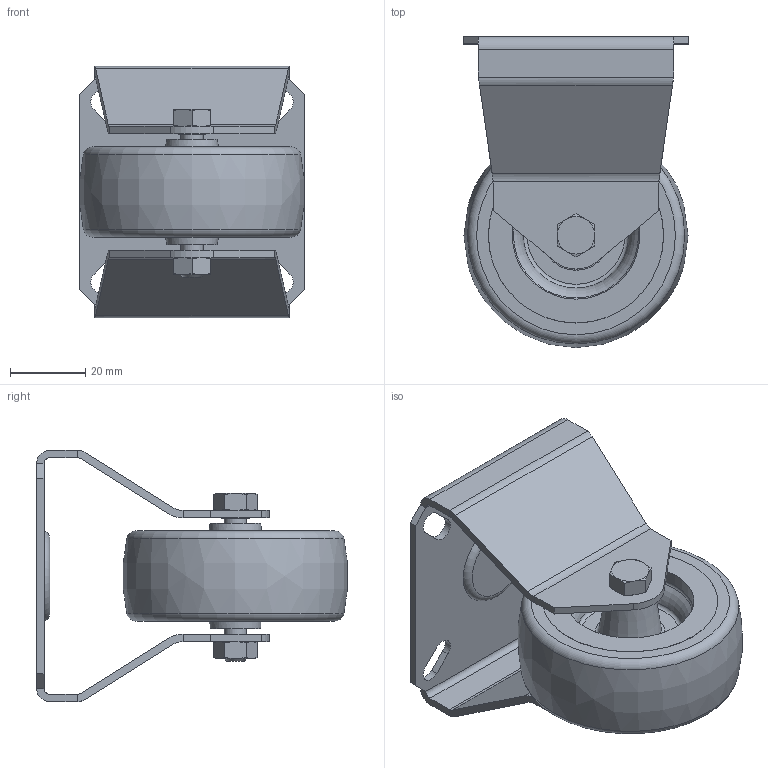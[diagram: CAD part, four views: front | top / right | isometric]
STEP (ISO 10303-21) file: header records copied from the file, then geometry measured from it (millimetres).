
FILE_DESCRIPTION( ( 'STEP AP214' ), ' ' );
FILE_NAME( 'SF_375102.stp', '2018-04-04T10:59:34', ( '' ), ( '' ), ' ', 'PARTsolutions', ' ' );
FILE_SCHEMA( ( 'AUTOMOTIVE_DESIGN { 1 0 10303 214 1 1 1 1 }' ) );
Length unit declared in the file: millimetre
Products named in the file (6): SF 375102; _Serie 37 CB-W - 371102; _37 SF 60-b; _37-60-n; _37-60-s; _37-60-b
Assembly tree (5 placements, depth 2):
  SF 375102
    _Serie 37 CB-W - 371102
    _37 SF 60-b
    _37-60-n
    _37-60-s
    _37-60-b
Bounding box: 60 x 82.88 x 67 mm (x, y, z)
Volume: 73449.8 mm3; surface area: 34443.7 mm2
Topology: 5 solids, 5 shells, 167 faces, 382 edges, 240 vertices
Faces by surface type: plane 83, cylinder 42, cone 29, torus 12, bspline 1
Full cylindrical faces by diameter (mm): 4.917 x1, 5.9 x1, 6 x3, 7.9 x1, 8 x3, 10 x1, 34.003 x2, 46.703 x2, 46.743 x2
Entity records: 6055 total; most frequent: CARTESIAN_POINT 944, DIRECTION 780, ORIENTED_EDGE 692, EDGE_CURVE 346, AXIS2_PLACEMENT_3D 310, VERTEX_POINT 238, EDGE_LOOP 234, FACE_OUTER_BOUND 196
